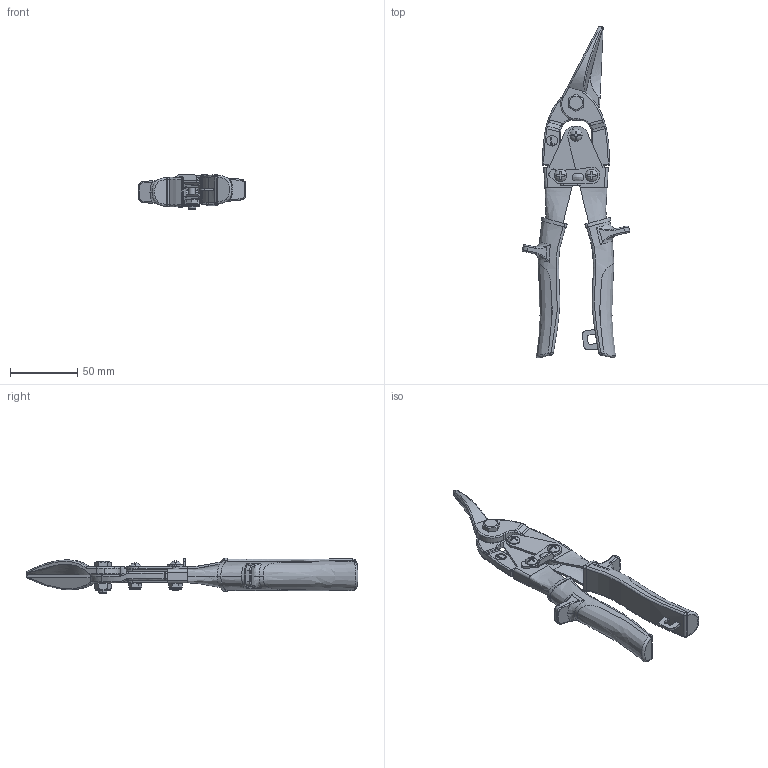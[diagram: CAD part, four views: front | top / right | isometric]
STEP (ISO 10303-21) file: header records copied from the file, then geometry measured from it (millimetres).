
FILE_DESCRIPTION (( 'STEP AP214' ), '1' );
FILE_NAME ('09-0777.STEP', '2024-09-23T07:52:14', ( '' ), ( '' ), 'SwSTEP 2.0', 'SolidWorks 2014', '' );
FILE_SCHEMA (( 'AUTOMOTIVE_DESIGN' ));
Length unit declared in the file: millimetre
Products named in the file (1): 09-0777
Bounding box: 79.78 x 246.78 x 26.25 mm (x, y, z)
Volume: 94906.6 mm3; surface area: 57337.3 mm2
Topology: 17 solids, 17 shells, 631 faces, 1627 edges, 1019 vertices
Faces by surface type: plane 213, cylinder 178, bspline 158, cone 42, torus 28, sphere 12
Entity records: 69679 total; most frequent: CARTESIAN_POINT 55634, ORIENTED_EDGE 3214, DIRECTION 2402, EDGE_CURVE 1607, VERTEX_POINT 1019, AXIS2_PLACEMENT_3D 913, EDGE_LOOP 668, FACE_OUTER_BOUND 631
